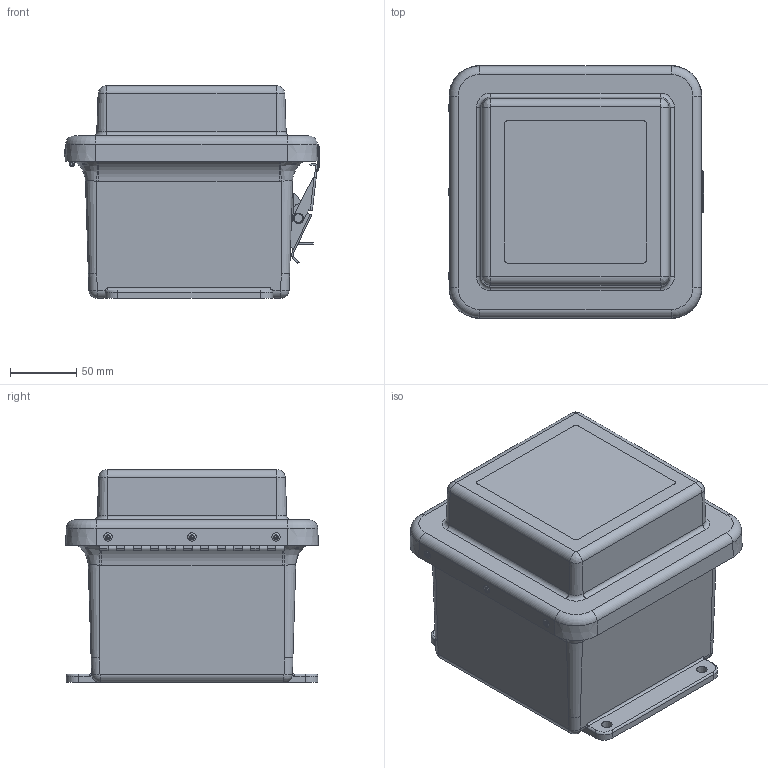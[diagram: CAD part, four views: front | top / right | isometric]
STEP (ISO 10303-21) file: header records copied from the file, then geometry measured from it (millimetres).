
FILE_DESCRIPTION(/* description */ (''),/* implementation_level */ '2;1');
FILE_NAME(/* name */ 'HW-RHJ60606CHQRW.stp',/* time_stamp */ '2014-04-07T11:03:41-05:00',/* author */ ('jtigges'),/* organization */ (''),/* preprocessor_version */ 'ST-DEVELOPER v15.2',/* originating_system */ 'Autodesk Inventor 2014',/* authorisation */ '');
FILE_SCHEMA (('AUTOMOTIVE_DESIGN { 1 0 10303 214 3 1 1 }'));
Length unit declared in the file: inch
Products named in the file (25): J606HL_1; RMINS45821P_89; RMINS45821P_90; RMINS45821P_91; RMINS45821P_92; J606BHL; RMHINGCOV5.5; RMHINGPIN5.5; RMHINGBOX5.5; RMHING5.5(606); RJW606HLCVR; GASKET_606; WP606HLU; WINDOW_606RJ; RMRIV43; RMRIV44; RMKEEPSSL; Anchor Plate; Locking Layer; Hook blade; Hinge Pin_Lower; Hinge Pin_Upper; RMLATPLSSL; RJW606HPL_STP
Bounding box: 193.41 x 191.13 x 160.99 mm (x, y, z)
Volume: 713599.5 mm3; surface area: 386156.9 mm2
Topology: 26 solids, 26 shells, 725 faces, 1811 edges, 1158 vertices
Faces by surface type: cylinder 290, plane 287, torus 60, cone 44, bspline 40, sphere 4
Full cylindrical faces by diameter (mm): 2.159 x23, 2.64 x4, 3.048 x1, 3.175 x9, 3.302 x2, 3.327 x5, 3.429 x9, 3.556 x11, 3.861 x5, 3.962 x7, 4.306 x2, 5.537 x4, 6.35 x5, 6.858 x4, 7.62 x2, 9.525 x1
Entity records: 22570 total; most frequent: CARTESIAN_POINT 5408, DIRECTION 3683, ORIENTED_EDGE 3236, EDGE_CURVE 1618, AXIS2_PLACEMENT_3D 1424, VERTEX_POINT 1083, EDGE_LOOP 921, LINE 835
